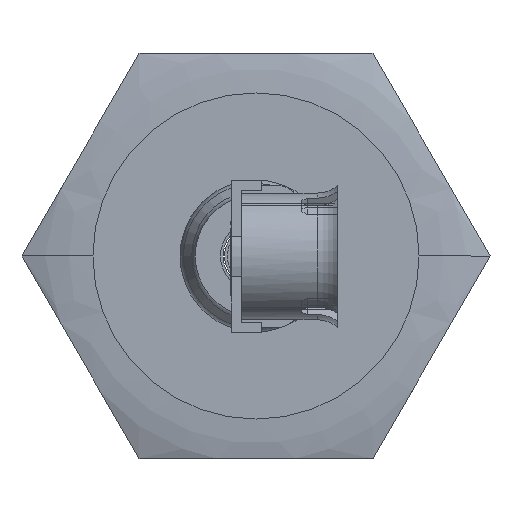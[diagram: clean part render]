
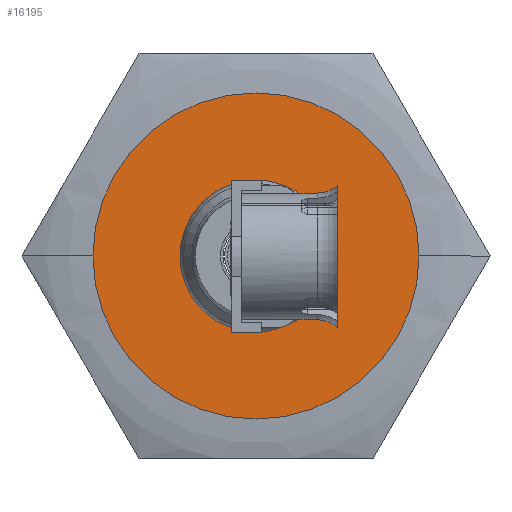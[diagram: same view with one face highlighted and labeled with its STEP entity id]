
A CAD part, left-side view. The second image highlights one B-rep face of the part: STEP entity #16195.
In plain terms, the highlighted planar face has unit normal (-1, 0, 0).
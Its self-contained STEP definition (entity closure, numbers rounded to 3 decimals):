
#487 = DIRECTION ( 'NONE',  ( 1., 0., 0. ) ) ;
#1928 = DIRECTION ( 'NONE',  ( 1., 0., 0. ) ) ;
#2080 = DIRECTION ( 'NONE',  ( 0., 1., 0. ) ) ;
#2153 = CARTESIAN_POINT ( 'NONE',  ( -74.108, 6.557, 32.857 ) ) ;
#3554 = DIRECTION ( 'NONE',  ( 0., 1., 0. ) ) ;
#3699 = DIRECTION ( 'NONE',  ( 0., 1., 0. ) ) ;
#4534 = EDGE_LOOP ( 'NONE', ( #17674, #9395 ) ) ;
#5209 = CARTESIAN_POINT ( 'NONE',  ( -74.108, 5.207, 32.857 ) ) ;
#5453 = CIRCLE ( 'NONE', #14156, 1.35 ) ;
#6107 = CARTESIAN_POINT ( 'NONE',  ( -74.108, 6.557, 32.857 ) ) ;
#6366 = DIRECTION ( 'NONE',  ( 0., 1., 0. ) ) ;
#6717 = CIRCLE ( 'NONE', #8807, 3.219 ) ;
#6739 = CARTESIAN_POINT ( 'NONE',  ( -74.108, 9.776, 32.857 ) ) ;
#7119 = EDGE_CURVE ( 'NONE', #15754, #17289, #5453, .T. ) ;
#8807 = AXIS2_PLACEMENT_3D ( 'NONE', #22230, #11089, #3554 ) ;
#9242 = AXIS2_PLACEMENT_3D ( 'NONE', #6107, #19091, #6366 ) ;
#9395 = ORIENTED_EDGE ( 'NONE', *, *, #23154, .T. ) ;
#9576 = AXIS2_PLACEMENT_3D ( 'NONE', #17071, #487, #2080 ) ;
#10205 = AXIS2_PLACEMENT_3D ( 'NONE', #2153, #12768, #15124 ) ;
#11089 = DIRECTION ( 'NONE',  ( 1., 0., 0. ) ) ;
#11993 = ORIENTED_EDGE ( 'NONE', *, *, #20513, .F. ) ;
#12768 = DIRECTION ( 'NONE',  ( 1., 0., 0. ) ) ;
#13669 = CIRCLE ( 'NONE', #10205, 1.35 ) ;
#13693 = FACE_OUTER_BOUND ( 'NONE', #17271, .T. ) ;
#14156 = AXIS2_PLACEMENT_3D ( 'NONE', #20266, #1928, #3699 ) ;
#14839 = ORIENTED_EDGE ( 'NONE', *, *, #19497, .F. ) ;
#15124 = DIRECTION ( 'NONE',  ( 0., 1., 0. ) ) ;
#15754 = VERTEX_POINT ( 'NONE', #22073 ) ;
#16195 = ADVANCED_FACE ( 'NONE', ( #23319, #13693 ), #17144, .F. ) ;
#16621 = CIRCLE ( 'NONE', #9576, 3.219 ) ;
#17071 = CARTESIAN_POINT ( 'NONE',  ( -74.108, 6.557, 32.857 ) ) ;
#17144 = PLANE ( 'NONE',  #9242 ) ;
#17271 = EDGE_LOOP ( 'NONE', ( #14839, #11993 ) ) ;
#17289 = VERTEX_POINT ( 'NONE', #5209 ) ;
#17674 = ORIENTED_EDGE ( 'NONE', *, *, #7119, .T. ) ;
#19091 = DIRECTION ( 'NONE',  ( 1., 0., 0. ) ) ;
#19497 = EDGE_CURVE ( 'NONE', #21584, #23731, #6717, .T. ) ;
#20266 = CARTESIAN_POINT ( 'NONE',  ( -74.108, 6.557, 32.857 ) ) ;
#20513 = EDGE_CURVE ( 'NONE', #23731, #21584, #16621, .T. ) ;
#21584 = VERTEX_POINT ( 'NONE', #6739 ) ;
#22073 = CARTESIAN_POINT ( 'NONE',  ( -74.108, 7.907, 32.857 ) ) ;
#22230 = CARTESIAN_POINT ( 'NONE',  ( -74.108, 6.557, 32.857 ) ) ;
#23154 = EDGE_CURVE ( 'NONE', #17289, #15754, #13669, .T. ) ;
#23319 = FACE_BOUND ( 'NONE', #4534, .T. ) ;
#23731 = VERTEX_POINT ( 'NONE', #23739 ) ;
#23739 = CARTESIAN_POINT ( 'NONE',  ( -74.108, 3.339, 32.857 ) ) ;
